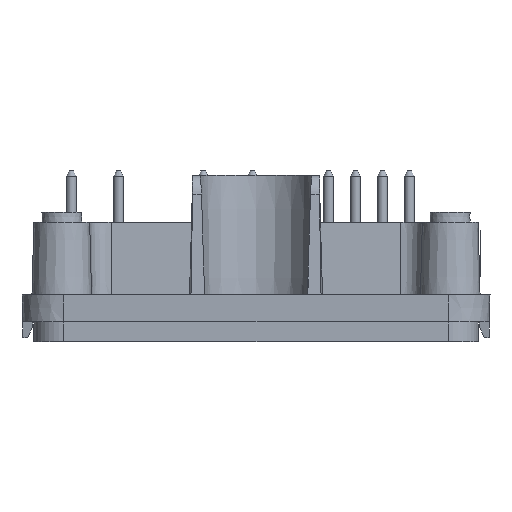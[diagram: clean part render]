
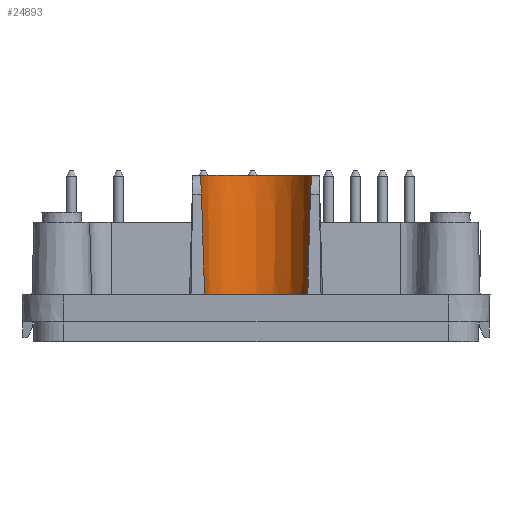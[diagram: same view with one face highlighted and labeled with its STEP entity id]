
A CAD part, left-side view. The second image highlights one B-rep face of the part: STEP entity #24893.
In plain terms, the highlighted conical face has half-angle 1 degrees and reference radius 5.538 mm.
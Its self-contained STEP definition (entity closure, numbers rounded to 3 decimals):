
#180=ELLIPSE('',#26088,126.261,6.231);
#181=ELLIPSE('',#26090,126.261,6.231);
#248=B_SPLINE_CURVE_WITH_KNOTS('',3,(#33163,#33164,#33165,#33166,#33167),
 .UNSPECIFIED.,.F.,.F.,(4,1,4),(0.,0.002,
0.003),.UNSPECIFIED.);
#249=B_SPLINE_CURVE_WITH_KNOTS('',3,(#33171,#33172,#33173,#33174,#33175),
 .UNSPECIFIED.,.F.,.F.,(4,1,4),(0.,0.002,0.003),
 .UNSPECIFIED.);
#740=CONICAL_SURFACE('',#26086,5.538,0.017);
#1164=CIRCLE('',#26087,5.346);
#1165=CIRCLE('',#26089,5.585);
#1166=CIRCLE('',#26091,5.375);
#1997=ORIENTED_EDGE('',*,*,#7237,.T.);
#1998=ORIENTED_EDGE('',*,*,#7238,.T.);
#1999=ORIENTED_EDGE('',*,*,#7239,.T.);
#2000=ORIENTED_EDGE('',*,*,#7240,.T.);
#2001=ORIENTED_EDGE('',*,*,#7241,.T.);
#2002=ORIENTED_EDGE('',*,*,#7242,.T.);
#2003=ORIENTED_EDGE('',*,*,#7243,.T.);
#7237=EDGE_CURVE('',#9862,#9862,#1164,.F.);
#7238=EDGE_CURVE('',#9863,#9864,#180,.F.);
#7239=EDGE_CURVE('',#9864,#9865,#248,.T.);
#7240=EDGE_CURVE('',#9865,#9866,#1165,.F.);
#7241=EDGE_CURVE('',#9866,#9867,#249,.T.);
#7242=EDGE_CURVE('',#9867,#9868,#181,.F.);
#7243=EDGE_CURVE('',#9868,#9863,#1166,.T.);
#9862=VERTEX_POINT('',#33159);
#9863=VERTEX_POINT('',#33161);
#9864=VERTEX_POINT('',#33162);
#9865=VERTEX_POINT('',#33168);
#9866=VERTEX_POINT('',#33170);
#9867=VERTEX_POINT('',#33176);
#9868=VERTEX_POINT('',#33178);
#14262=EDGE_LOOP('',(#1997));
#14263=EDGE_LOOP('',(#1998,#1999,#2000,#2001,#2002,#2003));
#15856=FACE_BOUND('',#14262,.T.);
#15857=FACE_BOUND('',#14263,.T.);
#24893=ADVANCED_FACE('',(#15856,#15857),#740,.F.);
#26086=AXIS2_PLACEMENT_3D('',#33157,#28044,#28045);
#26087=AXIS2_PLACEMENT_3D('',#33158,#28046,#28047);
#26088=AXIS2_PLACEMENT_3D('',#33160,#28048,#28049);
#26089=AXIS2_PLACEMENT_3D('',#33169,#28050,#28051);
#26090=AXIS2_PLACEMENT_3D('',#33177,#28052,#28053);
#26091=AXIS2_PLACEMENT_3D('',#33179,#28054,#28055);
#28044=DIRECTION('',(0.,0.,1.));
#28045=DIRECTION('',(-1.,0.,0.));
#28046=DIRECTION('',(0.,0.,1.));
#28047=DIRECTION('',(-1.,0.,0.));
#28048=DIRECTION('',(0.999,0.,-0.052));
#28049=DIRECTION('',(0.052,0.,0.999));
#28050=DIRECTION('',(0.,0.,-1.));
#28051=DIRECTION('',(1.,0.,0.));
#28052=DIRECTION('',(0.999,0.,-0.052));
#28053=DIRECTION('',(0.052,0.,0.999));
#28054=DIRECTION('',(0.,0.,1.));
#28055=DIRECTION('',(-1.,0.,0.));
#33157=CARTESIAN_POINT('',(-46.5,0.,10.697));
#33158=CARTESIAN_POINT('',(-46.5,0.,-0.3));
#33159=CARTESIAN_POINT('',(-51.846,0.,-0.3));
#33160=CARTESIAN_POINT('',(-44.299,0.,72.017));
#33161=CARTESIAN_POINT('',(-48.,-5.162,1.4));
#33162=CARTESIAN_POINT('',(-47.47,-5.466,11.505));
#33163=CARTESIAN_POINT('',(-47.47,-5.466,11.505));
#33164=CARTESIAN_POINT('',(-47.444,-5.48,12.016));
#33165=CARTESIAN_POINT('',(-46.988,-5.597,12.995));
#33166=CARTESIAN_POINT('',(-45.977,-5.584,13.4));
#33167=CARTESIAN_POINT('',(-45.473,-5.49,13.4));
#33168=CARTESIAN_POINT('',(-45.473,-5.49,13.4));
#33169=CARTESIAN_POINT('',(-46.5,0.,13.4));
#33170=CARTESIAN_POINT('',(-45.473,5.49,13.4));
#33171=CARTESIAN_POINT('',(-45.473,5.49,13.4));
#33172=CARTESIAN_POINT('',(-45.977,5.584,13.4));
#33173=CARTESIAN_POINT('',(-46.987,5.597,12.996));
#33174=CARTESIAN_POINT('',(-47.444,5.48,12.016));
#33175=CARTESIAN_POINT('',(-47.47,5.466,11.505));
#33176=CARTESIAN_POINT('',(-47.47,5.466,11.505));
#33177=CARTESIAN_POINT('',(-44.299,0.,72.017));
#33178=CARTESIAN_POINT('',(-48.,5.162,1.4));
#33179=CARTESIAN_POINT('',(-46.5,0.,1.4));
